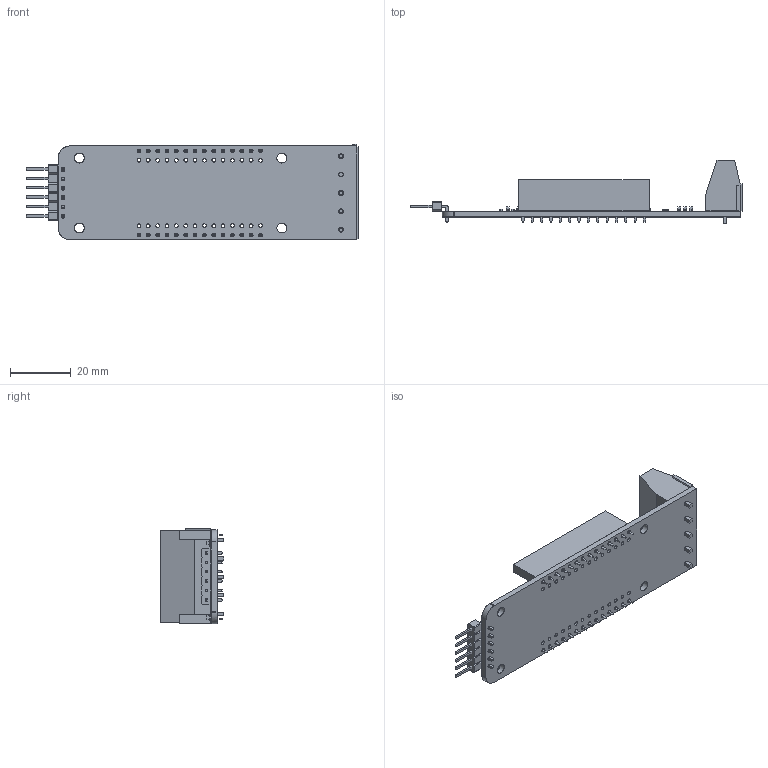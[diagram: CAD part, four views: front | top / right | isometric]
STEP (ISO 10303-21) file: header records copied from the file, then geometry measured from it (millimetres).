
FILE_DESCRIPTION(('FreeCAD Model'),'2;1');
FILE_NAME('Open CASCADE Shape Model','2025-04-28T07:59:09',('FreeCAD'),( 'FreeCAD'),'Open CASCADE STEP processor 7.6','FreeCAD','Unknown');
FILE_SCHEMA(('AUTOMOTIVE_DESIGN { 1 0 10303 214 1 1 1 1 }'));
Products named in the file (1): Open CASCADE STEP translator 7.6 1
Bounding box: 109.31 x 20.97 x 31.49 mm (x, y, z)
Surface area: 15856.2 mm2 (no closed solid volume)
Topology: 0 solids, 2507 shells, 2507 faces, 16911 edges, 16829 vertices
Faces by surface type: bspline 2507
Entity records: 151299 total; most frequent: CARTESIAN_POINT 69278, ORIENTED_EDGE 16993, EDGE_CURVE 16911, VERTEX_POINT 16829, B_SPLINE_CURVE_WITH_KNOTS 16149, FACE_BOUND 2757, EDGE_LOOP 2757, SHELL_BASED_SURFACE_MODEL 2507
